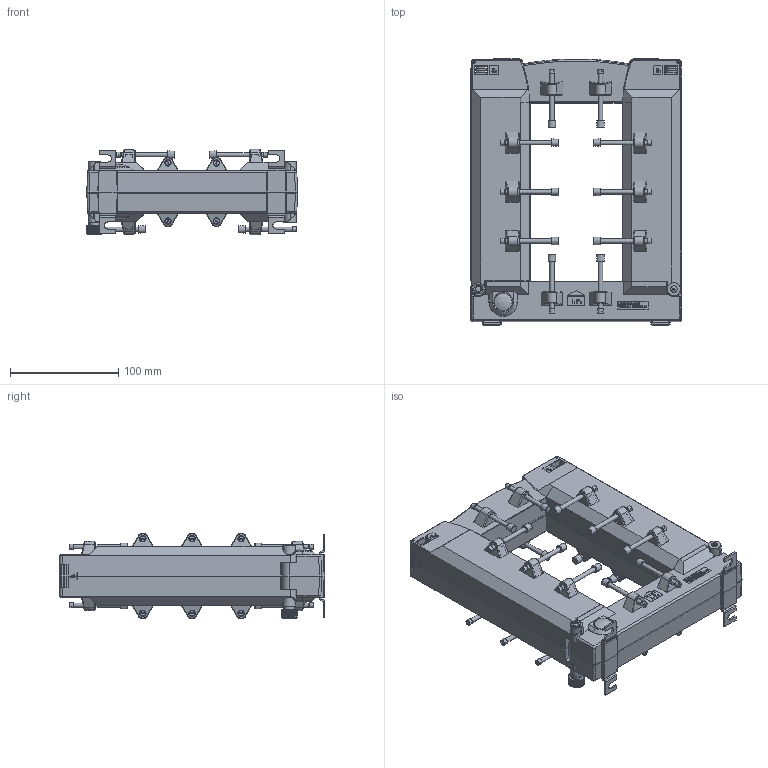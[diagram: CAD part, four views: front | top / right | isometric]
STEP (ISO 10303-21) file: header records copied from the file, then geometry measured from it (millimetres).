
FILE_DESCRIPTION (( 'STEP AP214' ), '1' );
FILE_NAME ('KBU_816.STEP', '2016-05-31T13:26:49', ( '' ), ( '' ), 'SwSTEP 2.0', 'SolidWorks 2015', '' );
FILE_SCHEMA (( 'AUTOMOTIVE_DESIGN' ));
Length unit declared in the file: millimetre
Products named in the file (1): KBU_816
Bounding box: 195.7 x 246.16 x 78.99 mm (x, y, z)
Volume: 426068.5 mm3; surface area: 350824.6 mm2
Topology: 69 solids, 69 shells, 3883 faces, 10040 edges, 6465 vertices
Faces by surface type: plane 2188, cylinder 798, cone 470, bspline 269, torus 128, sphere 30
Full cylindrical faces by diameter (mm): 1.5 x4, 2 x5, 3 x10, 3.75 x20, 3.8 x20, 4 x20, 4.1 x20, 4.2 x4, 5 x26, 5.3 x4, 6 x8, 7.6 x2, 8.4 x1, 8.5 x1, 8.6 x2, 10 x9
Entity records: 172003 total; most frequent: CARTESIAN_POINT 39546, ORIENTED_EDGE 19202, DIRECTION 16827, EDGE_CURVE 9601, VERTEX_POINT 6370, LINE 5977, VECTOR 5977, AXIS2_PLACEMENT_3D 5425
